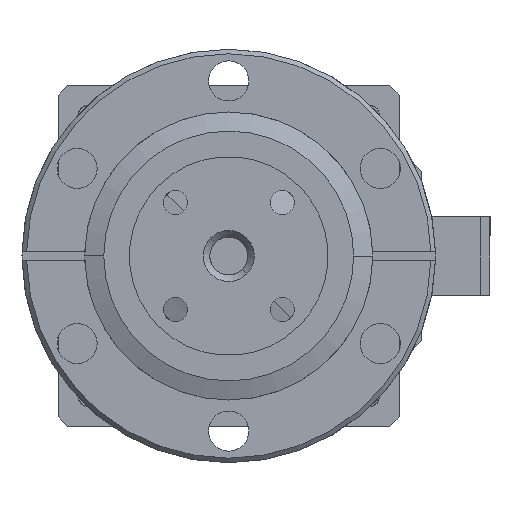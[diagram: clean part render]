
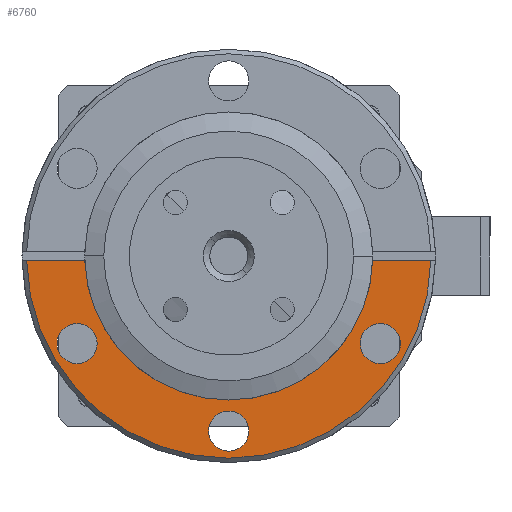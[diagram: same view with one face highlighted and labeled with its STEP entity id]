
A CAD part, left-side view. The second image highlights one B-rep face of the part: STEP entity #6760.
In plain terms, the highlighted planar face has unit normal (-1, 0, 0).
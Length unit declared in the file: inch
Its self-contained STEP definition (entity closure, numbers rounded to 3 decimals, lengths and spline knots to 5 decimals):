
#178 = AXIS2_PLACEMENT_3D ( 'NONE', #4684, #4649, #4724 ) ;
#235 = AXIS2_PLACEMENT_3D ( 'NONE', #2475, #2476, #2477 ) ;
#237 = AXIS2_PLACEMENT_3D ( 'NONE', #2478, #2479, #2480 ) ;
#238 = AXIS2_PLACEMENT_3D ( 'NONE', #2481, #2482, #2483 ) ;
#629 = AXIS2_PLACEMENT_3D ( 'NONE', #5005, #5006, #5007 ) ;
#751 = FACE_BOUND ( 'NONE', #8295, .T. ) ;
#760 = FACE_BOUND ( 'NONE', #8300, .T. ) ;
#762 = FACE_OUTER_BOUND ( 'NONE', #8301, .T. ) ;
#764 = FACE_BOUND ( 'NONE', #8285, .T. ) ;
#1032 = CARTESIAN_POINT ( 'NONE',  ( 0.5, -1.365, 0. ) ) ;
#1317 = PLANE ( 'NONE',  #2749 ) ;
#1355 = DIRECTION ( 'NONE',  ( 1., 0., 0. ) ) ;
#1420 = DIRECTION ( 'NONE',  ( 0., -1., 0. ) ) ;
#2450 = CARTESIAN_POINT ( 'NONE',  ( 0.5, 1.38335, -0.03 ) ) ;
#2455 = DIRECTION ( 'NONE',  ( 0., -1., 0. ) ) ;
#2475 = CARTESIAN_POINT ( 'NONE',  ( 0.5, 0., 0. ) ) ;
#2476 = DIRECTION ( 'NONE',  ( -1., 0., 0. ) ) ;
#2477 = DIRECTION ( 'NONE',  ( 0., -1., 0. ) ) ;
#2478 = CARTESIAN_POINT ( 'NONE',  ( 0.5, -1.00113, -0.578 ) ) ;
#2479 = DIRECTION ( 'NONE',  ( -1., 0., 0. ) ) ;
#2480 = DIRECTION ( 'NONE',  ( 0., 0., -1. ) ) ;
#2481 = CARTESIAN_POINT ( 'NONE',  ( 0.5, 1.00113, -0.578 ) ) ;
#2482 = DIRECTION ( 'NONE',  ( -1., 0., 0. ) ) ;
#2483 = DIRECTION ( 'NONE',  ( 0., 0., -1. ) ) ;
#2749 = AXIS2_PLACEMENT_3D ( 'NONE', #1032, #1355, #1420 ) ;
#3923 = CARTESIAN_POINT ( 'NONE',  ( 0.5, 1.00113, -0.4455 ) ) ;
#3924 = CARTESIAN_POINT ( 'NONE',  ( 0.5, 0.95053, -0.03 ) ) ;
#3934 = CARTESIAN_POINT ( 'NONE',  ( 0.5, 1.33466, -0.03 ) ) ;
#4649 = DIRECTION ( 'NONE',  ( -1., 0., 0. ) ) ;
#4670 = DIRECTION ( 'NONE',  ( 0., -1., 0. ) ) ;
#4684 = CARTESIAN_POINT ( 'NONE',  ( 0.5, 0., 0. ) ) ;
#4724 = DIRECTION ( 'NONE',  ( 0., 1., 0. ) ) ;
#5005 = CARTESIAN_POINT ( 'NONE',  ( 0.5, 1.00113, -0.578 ) ) ;
#5006 = DIRECTION ( 'NONE',  ( -1., 0., 0. ) ) ;
#5007 = DIRECTION ( 'NONE',  ( 0., 0., -1. ) ) ;
#6421 = VERTEX_POINT ( 'NONE', #13256 ) ;
#6442 = VERTEX_POINT ( 'NONE', #13251 ) ;
#6470 = VERTEX_POINT ( 'NONE', #9863 ) ;
#6536 = VERTEX_POINT ( 'NONE', #9851 ) ;
#6586 = VERTEX_POINT ( 'NONE', #9951 ) ;
#6625 = VERTEX_POINT ( 'NONE', #9790 ) ;
#6627 = VERTEX_POINT ( 'NONE', #9910 ) ;
#6666 = VERTEX_POINT ( 'NONE', #3924 ) ;
#6669 = VERTEX_POINT ( 'NONE', #3923 ) ;
#6672 = VERTEX_POINT ( 'NONE', #3934 ) ;
#6760 = ADVANCED_FACE ( 'NONE', ( #751, #760, #762, #764 ), #1317, .F. ) ;
#7727 = ORIENTED_EDGE ( 'NONE', *, *, #18296, .F. ) ;
#7728 = ORIENTED_EDGE ( 'NONE', *, *, #18097, .F. ) ;
#7729 = ORIENTED_EDGE ( 'NONE', *, *, #11021, .F. ) ;
#7730 = ORIENTED_EDGE ( 'NONE', *, *, #18084, .F. ) ;
#7731 = ORIENTED_EDGE ( 'NONE', *, *, #8539, .F. ) ;
#7732 = ORIENTED_EDGE ( 'NONE', *, *, #11013, .F. ) ;
#7733 = ORIENTED_EDGE ( 'NONE', *, *, #11020, .T. ) ;
#7734 = ORIENTED_EDGE ( 'NONE', *, *, #8535, .F. ) ;
#7735 = ORIENTED_EDGE ( 'NONE', *, *, #11022, .F. ) ;
#7736 = ORIENTED_EDGE ( 'NONE', *, *, #14476, .F. ) ;
#8285 = EDGE_LOOP ( 'NONE', ( #7735, #7736 ) ) ;
#8295 = EDGE_LOOP ( 'NONE', ( #7727, #7728 ) ) ;
#8300 = EDGE_LOOP ( 'NONE', ( #7729, #7730 ) ) ;
#8301 = EDGE_LOOP ( 'NONE', ( #7731, #7732, #7733, #7734 ) ) ;
#8535 = EDGE_CURVE ( 'NONE', #6586, #6470, #17772, .T. ) ;
#8539 = EDGE_CURVE ( 'NONE', #6666, #6586, #17780, .T. ) ;
#9790 = CARTESIAN_POINT ( 'NONE',  ( 0.5, 0., -1.0235 ) ) ;
#9851 = CARTESIAN_POINT ( 'NONE',  ( 0.5, -1.00113, -0.7105 ) ) ;
#9863 = CARTESIAN_POINT ( 'NONE',  ( 0.5, -1.33466, -0.03 ) ) ;
#9910 = CARTESIAN_POINT ( 'NONE',  ( 0.5, -1.00113, -0.4455 ) ) ;
#9951 = CARTESIAN_POINT ( 'NONE',  ( 0.5, -0.95053, -0.03 ) ) ;
#10367 = CARTESIAN_POINT ( 'NONE',  ( 0.5, -1.00113, -0.578 ) ) ;
#10373 = DIRECTION ( 'NONE',  ( -1., 0., 0. ) ) ;
#10374 = DIRECTION ( 'NONE',  ( 0., 0., -1. ) ) ;
#10397 = CARTESIAN_POINT ( 'NONE',  ( 0.5, 0., -1.156 ) ) ;
#10404 = DIRECTION ( 'NONE',  ( -1., 0., 0. ) ) ;
#10405 = DIRECTION ( 'NONE',  ( 0., 0., -1. ) ) ;
#11013 = EDGE_CURVE ( 'NONE', #6672, #6666, #17237, .T. ) ;
#11020 = EDGE_CURVE ( 'NONE', #6672, #6470, #17248, .T. ) ;
#11021 = EDGE_CURVE ( 'NONE', #6536, #6627, #17249, .T. ) ;
#11022 = EDGE_CURVE ( 'NONE', #6442, #6669, #17250, .T. ) ;
#12539 = CIRCLE ( 'NONE', #629, 0.1325 ) ;
#12776 = CIRCLE ( 'NONE', #13496, 0.1325 ) ;
#12793 = CIRCLE ( 'NONE', #13500, 0.1325 ) ;
#13058 = CIRCLE ( 'NONE', #13555, 0.1325 ) ;
#13251 = CARTESIAN_POINT ( 'NONE',  ( 0.5, 1.00113, -0.7105 ) ) ;
#13256 = CARTESIAN_POINT ( 'NONE',  ( 0.5, 0., -1.2885 ) ) ;
#13496 = AXIS2_PLACEMENT_3D ( 'NONE', #10367, #10373, #10374 ) ;
#13500 = AXIS2_PLACEMENT_3D ( 'NONE', #10397, #10404, #10405 ) ;
#13555 = AXIS2_PLACEMENT_3D ( 'NONE', #15140, #15150, #15151 ) ;
#14476 = EDGE_CURVE ( 'NONE', #6669, #6442, #12539, .T. ) ;
#15140 = CARTESIAN_POINT ( 'NONE',  ( 0.5, 0., -1.156 ) ) ;
#15150 = DIRECTION ( 'NONE',  ( -1., 0., 0. ) ) ;
#15151 = DIRECTION ( 'NONE',  ( 0., 0., -1. ) ) ;
#17233 = VECTOR ( 'NONE', #2455, 39.37008 ) ;
#17237 = LINE ( 'NONE', #2450, #17233 ) ;
#17248 = CIRCLE ( 'NONE', #235, 1.335 ) ;
#17249 = CIRCLE ( 'NONE', #237, 0.1325 ) ;
#17250 = CIRCLE ( 'NONE', #238, 0.1325 ) ;
#17766 = VECTOR ( 'NONE', #4670, 39.37008 ) ;
#17772 = LINE ( 'NONE', #18593, #17766 ) ;
#17780 = CIRCLE ( 'NONE', #178, 0.951 ) ;
#18084 = EDGE_CURVE ( 'NONE', #6627, #6536, #12776, .T. ) ;
#18097 = EDGE_CURVE ( 'NONE', #6625, #6421, #12793, .T. ) ;
#18296 = EDGE_CURVE ( 'NONE', #6421, #6625, #13058, .T. ) ;
#18593 = CARTESIAN_POINT ( 'NONE',  ( 0.5, -1.38335, -0.03 ) ) ;
